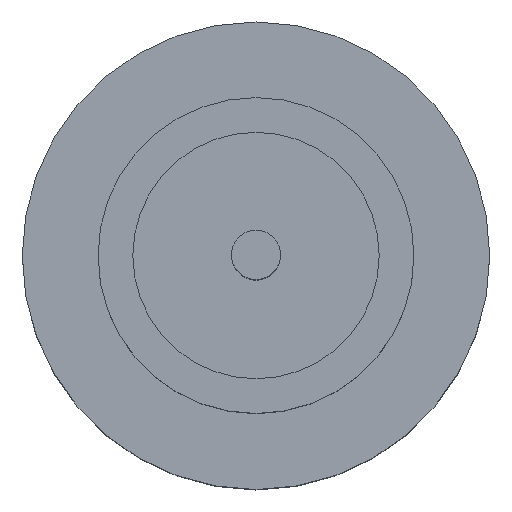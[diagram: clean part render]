
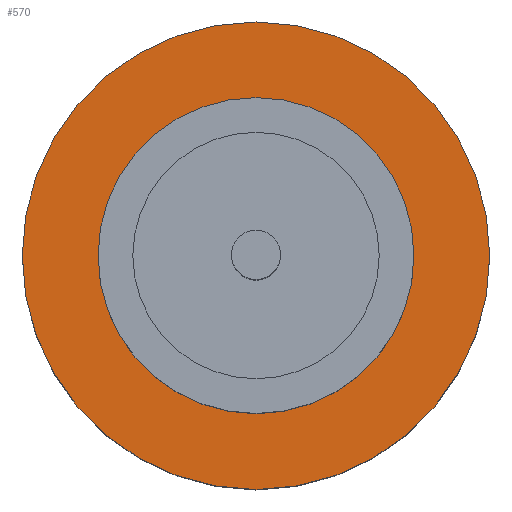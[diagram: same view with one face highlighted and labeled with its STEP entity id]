
A CAD part, top view. The second image highlights one B-rep face of the part: STEP entity #570.
In plain terms, the highlighted planar face has unit normal (0, 0, 1).
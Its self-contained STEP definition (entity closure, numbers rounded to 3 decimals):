
#9 = DIRECTION ( 'NONE',  ( 0., 0., 1. ) ) ;
#10 = DIRECTION ( 'NONE',  ( 1., 0., 0. ) ) ;
#15 = CARTESIAN_POINT ( 'NONE',  ( 0., 0., 1.55 ) ) ;
#87 = CARTESIAN_POINT ( 'NONE',  ( 0., 0., 1.55 ) ) ;
#92 = DIRECTION ( 'NONE',  ( 1., 0., 0. ) ) ;
#99 = PLANE ( 'NONE',  #682 ) ;
#119 = CARTESIAN_POINT ( 'NONE',  ( 0., 0., 1.55 ) ) ;
#131 = CIRCLE ( 'NONE', #748, 1.85 ) ;
#176 = ORIENTED_EDGE ( 'NONE', *, *, #343, .F. ) ;
#198 = ORIENTED_EDGE ( 'NONE', *, *, #300, .F. ) ;
#300 = EDGE_CURVE ( 'NONE', #849, #667, #668, .T. ) ;
#319 = EDGE_CURVE ( 'NONE', #337, #502, #131, .T. ) ;
#336 = CARTESIAN_POINT ( 'NONE',  ( -1.25, 0., 1.55 ) ) ;
#337 = VERTEX_POINT ( 'NONE', #524 ) ;
#343 = EDGE_CURVE ( 'NONE', #667, #849, #522, .T. ) ;
#368 = DIRECTION ( 'NONE',  ( 1., 0., 0. ) ) ;
#373 = EDGE_LOOP ( 'NONE', ( #176, #198 ) ) ;
#408 = CARTESIAN_POINT ( 'NONE',  ( -1.85, 0., 1.55 ) ) ;
#413 = ORIENTED_EDGE ( 'NONE', *, *, #706, .T. ) ;
#454 = DIRECTION ( 'NONE',  ( 0., 0., 1. ) ) ;
#500 = DIRECTION ( 'NONE',  ( 0., 0., 1. ) ) ;
#502 = VERTEX_POINT ( 'NONE', #408 ) ;
#510 = AXIS2_PLACEMENT_3D ( 'NONE', #119, #454, #656 ) ;
#522 = CIRCLE ( 'NONE', #791, 1.25 ) ;
#523 = CIRCLE ( 'NONE', #757, 1.85 ) ;
#524 = CARTESIAN_POINT ( 'NONE',  ( 1.85, 0., 1.55 ) ) ;
#533 = DIRECTION ( 'NONE',  ( 1., 0., 0. ) ) ;
#570 = ADVANCED_FACE ( 'NONE', ( #670, #770 ), #99, .T. ) ;
#574 = CARTESIAN_POINT ( 'NONE',  ( 0., 0., 1.55 ) ) ;
#656 = DIRECTION ( 'NONE',  ( 1., 0., 0. ) ) ;
#667 = VERTEX_POINT ( 'NONE', #708 ) ;
#668 = CIRCLE ( 'NONE', #510, 1.25 ) ;
#670 = FACE_BOUND ( 'NONE', #373, .T. ) ;
#682 = AXIS2_PLACEMENT_3D ( 'NONE', #87, #500, #92 ) ;
#706 = EDGE_CURVE ( 'NONE', #502, #337, #523, .T. ) ;
#708 = CARTESIAN_POINT ( 'NONE',  ( 1.25, 0., 1.55 ) ) ;
#717 = ORIENTED_EDGE ( 'NONE', *, *, #319, .T. ) ;
#748 = AXIS2_PLACEMENT_3D ( 'NONE', #793, #9, #10 ) ;
#757 = AXIS2_PLACEMENT_3D ( 'NONE', #574, #845, #368 ) ;
#761 = EDGE_LOOP ( 'NONE', ( #413, #717 ) ) ;
#770 = FACE_OUTER_BOUND ( 'NONE', #761, .T. ) ;
#791 = AXIS2_PLACEMENT_3D ( 'NONE', #15, #796, #533 ) ;
#793 = CARTESIAN_POINT ( 'NONE',  ( 0., 0., 1.55 ) ) ;
#796 = DIRECTION ( 'NONE',  ( 0., 0., 1. ) ) ;
#845 = DIRECTION ( 'NONE',  ( 0., 0., 1. ) ) ;
#849 = VERTEX_POINT ( 'NONE', #336 ) ;
